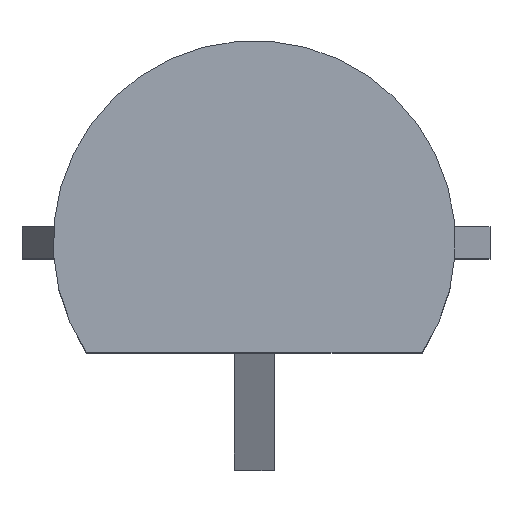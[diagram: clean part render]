
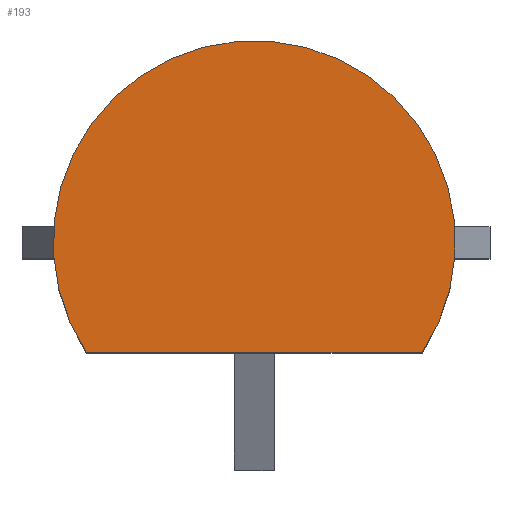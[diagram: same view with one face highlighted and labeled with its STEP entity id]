
A CAD part, top view. The second image highlights one B-rep face of the part: STEP entity #193.
In plain terms, the highlighted planar face has unit normal (0, 0, 1).
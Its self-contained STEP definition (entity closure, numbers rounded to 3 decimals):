
#24 = VERTEX_POINT('',#25);
#25 = CARTESIAN_POINT('',(0.524,-1.33,7.3));
#31 = EDGE_CURVE('',#24,#32,#34,.T.);
#32 = VERTEX_POINT('',#33);
#33 = CARTESIAN_POINT('',(4.556,-1.33,7.3));
#34 = LINE('',#35,#36);
#35 = CARTESIAN_POINT('',(0.524,-1.33,7.3));
#36 = VECTOR('',#37,1.);
#37 = DIRECTION('',(1.,0.,0.));
#62 = EDGE_CURVE('',#32,#24,#63,.T.);
#63 = CIRCLE('',#64,2.415);
#64 = AXIS2_PLACEMENT_3D('',#65,#66,#67);
#65 = CARTESIAN_POINT('',(2.54,0.,7.3));
#66 = DIRECTION('',(0.,0.,1.));
#67 = DIRECTION('',(1.,0.,0.));
#193 = ADVANCED_FACE('',(#194),#198,.F.);
#194 = FACE_BOUND('',#195,.T.);
#195 = EDGE_LOOP('',(#196,#197));
#196 = ORIENTED_EDGE('',*,*,#31,.T.);
#197 = ORIENTED_EDGE('',*,*,#62,.T.);
#198 = PLANE('',#199);
#199 = AXIS2_PLACEMENT_3D('',#200,#201,#202);
#200 = CARTESIAN_POINT('',(0.524,-1.33,7.3));
#201 = DIRECTION('',(0.,0.,-1.));
#202 = DIRECTION('',(-1.,0.,0.));
